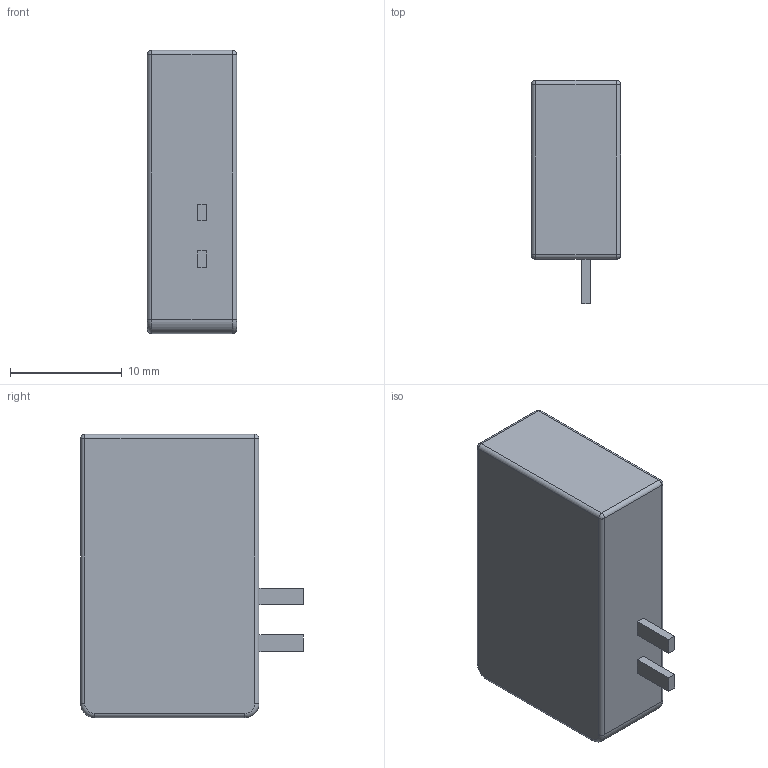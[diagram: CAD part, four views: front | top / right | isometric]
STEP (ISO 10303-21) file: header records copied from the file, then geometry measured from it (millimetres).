
FILE_DESCRIPTION(/* description */ ('Alibre Inc.'),/* implementation_level */ '2;1');
FILE_NAME(/* name */ 'export-D7BE8266-1BA7-4CE0-A0B8-C4E647A7D7E0',/* time_stamp */ '2024-03-24T09:13:11-04:00',/* author */ (''),/* organization */ (''),/* preprocessor_version */ 'ST-DEVELOPER v17',/* originating_system */ 'Alibre',/* authorisation */ '');
FILE_SCHEMA (('CONFIG_CONTROL_DESIGN'));
Length unit declared in the file: inch
Products named in the file (1): ID_1
Bounding box: 8 x 19.99 x 25.4 mm (x, y, z)
Volume: 3250 mm3; surface area: 1471.9 mm2
Topology: 1 solids, 1 shells, 36 faces, 80 edges, 44 vertices
Faces by surface type: plane 16, cylinder 12, torus 4, sphere 4
Entity records: 1015 total; most frequent: DIRECTION 156, CARTESIAN_POINT 156, ORIENTED_EDGE 152, EDGE_CURVE 76, AXIS2_PLACEMENT_3D 64, VECTOR 48, LINE 48, VERTEX_POINT 44
